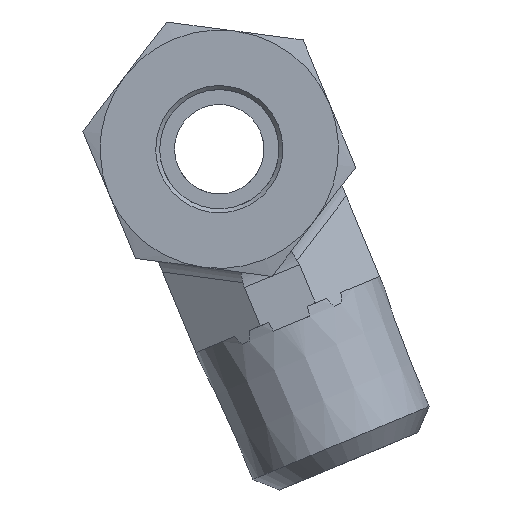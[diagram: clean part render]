
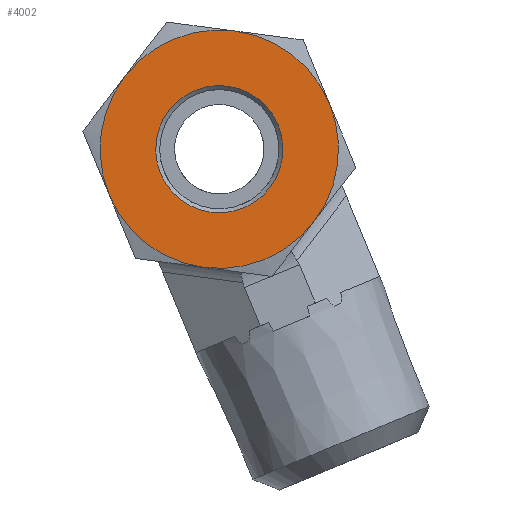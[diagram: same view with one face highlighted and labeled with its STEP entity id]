
A CAD part, front view. The second image highlights one B-rep face of the part: STEP entity #4002.
In plain terms, the highlighted face is planar.
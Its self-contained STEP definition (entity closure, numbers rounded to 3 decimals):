
#3906=CARTESIAN_POINT('',(3.2,0.,11.5));
#3907=VERTEX_POINT('',#3906);
#3908=CARTESIAN_POINT('',(0.0,0.0,11.5));
#3909=DIRECTION('',(0.0,0.0,1.0));
#3910=DIRECTION('',(-1.0,0.0,0.0));
#3911=AXIS2_PLACEMENT_3D('',#3908,#3909,#3910);
#3912=CIRCLE('',#3911,3.2);
#3913=EDGE_CURVE('',#3907,#3907,#3912,.T.);
#3938=CARTESIAN_POINT('',(0.,0.0,11.5));
#3939=DIRECTION('',(0.0,0.0,1.0));
#3940=DIRECTION('',(1.0,0.0,0.0));
#3941=AXIS2_PLACEMENT_3D('',#3938,#3939,#3940);
#3942=PLANE('',#3941);
#3943=CARTESIAN_POINT('',(-3.,-5.196,11.5));
#3944=VERTEX_POINT('',#3943);
#3945=CARTESIAN_POINT('',(3.,-5.196,11.5));
#3946=VERTEX_POINT('',#3945);
#3947=CARTESIAN_POINT('',(0.0,0.0,11.5));
#3948=DIRECTION('',(0.0,0.0,1.0));
#3949=DIRECTION('',(-0.5,-0.866,0.0));
#3950=AXIS2_PLACEMENT_3D('',#3947,#3948,#3949);
#3951=CIRCLE('',#3950,6.);
#3952=EDGE_CURVE('',#3944,#3946,#3951,.T.);
#3953=ORIENTED_EDGE('',*,*,#3952,.T.);
#3954=CARTESIAN_POINT('',(6.0,0.,11.5));
#3955=VERTEX_POINT('',#3954);
#3956=CARTESIAN_POINT('',(0.0,0.0,11.5));
#3957=DIRECTION('',(0.0,0.0,1.0));
#3958=DIRECTION('',(-0.5,-0.866,0.0));
#3959=AXIS2_PLACEMENT_3D('',#3956,#3957,#3958);
#3960=CIRCLE('',#3959,6.);
#3961=EDGE_CURVE('',#3946,#3955,#3960,.T.);
#3962=ORIENTED_EDGE('',*,*,#3961,.T.);
#3963=CARTESIAN_POINT('',(3.0,5.196,11.5));
#3964=VERTEX_POINT('',#3963);
#3965=CARTESIAN_POINT('',(0.0,0.0,11.5));
#3966=DIRECTION('',(0.0,0.0,1.0));
#3967=DIRECTION('',(-0.5,-0.866,0.0));
#3968=AXIS2_PLACEMENT_3D('',#3965,#3966,#3967);
#3969=CIRCLE('',#3968,6.);
#3970=EDGE_CURVE('',#3955,#3964,#3969,.T.);
#3971=ORIENTED_EDGE('',*,*,#3970,.T.);
#3972=CARTESIAN_POINT('',(-3.,5.196,11.5));
#3973=VERTEX_POINT('',#3972);
#3974=CARTESIAN_POINT('',(0.0,0.0,11.5));
#3975=DIRECTION('',(0.0,0.0,1.0));
#3976=DIRECTION('',(-0.5,-0.866,0.0));
#3977=AXIS2_PLACEMENT_3D('',#3974,#3975,#3976);
#3978=CIRCLE('',#3977,6.);
#3979=EDGE_CURVE('',#3964,#3973,#3978,.T.);
#3980=ORIENTED_EDGE('',*,*,#3979,.T.);
#3981=CARTESIAN_POINT('',(-6.,0.0,11.5));
#3982=VERTEX_POINT('',#3981);
#3983=CARTESIAN_POINT('',(0.0,0.0,11.5));
#3984=DIRECTION('',(0.0,0.0,1.0));
#3985=DIRECTION('',(-0.5,-0.866,0.0));
#3986=AXIS2_PLACEMENT_3D('',#3983,#3984,#3985);
#3987=CIRCLE('',#3986,6.);
#3988=EDGE_CURVE('',#3973,#3982,#3987,.T.);
#3989=ORIENTED_EDGE('',*,*,#3988,.T.);
#3990=CARTESIAN_POINT('',(0.0,0.0,11.5));
#3991=DIRECTION('',(0.0,0.0,1.0));
#3992=DIRECTION('',(-0.5,-0.866,0.0));
#3993=AXIS2_PLACEMENT_3D('',#3990,#3991,#3992);
#3994=CIRCLE('',#3993,6.);
#3995=EDGE_CURVE('',#3982,#3944,#3994,.T.);
#3996=ORIENTED_EDGE('',*,*,#3995,.T.);
#3997=EDGE_LOOP('',(#3953,#3962,#3971,#3980,#3989,#3996));
#3998=FACE_OUTER_BOUND('',#3997,.T.);
#3999=ORIENTED_EDGE('',*,*,#3913,.F.);
#4000=EDGE_LOOP('',(#3999));
#4001=FACE_BOUND('',#4000,.T.);
#4002=ADVANCED_FACE('',(#3998,#4001),#3942,.T.);
